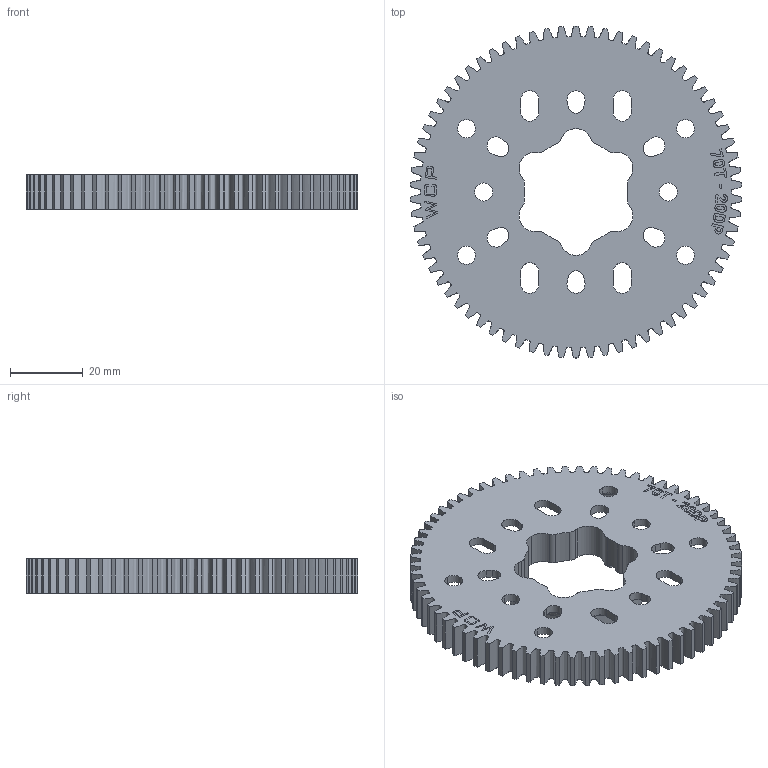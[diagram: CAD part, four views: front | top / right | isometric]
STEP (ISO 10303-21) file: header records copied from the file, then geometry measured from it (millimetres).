
FILE_DESCRIPTION (( 'STEP AP214' ), '1' );
FILE_NAME ('WCP-1100 Rev1.step', '2024-01-18T01:27:42', ( '' ), ( '' ), 'SwSTEP 2.0', 'SolidWorks 2022', '' );
FILE_SCHEMA (( 'AUTOMOTIVE_DESIGN' ));
Length unit declared in the file: inch
Products named in the file (1): WCP-1100 Rev1
Bounding box: 91.39 x 91.44 x 9.53 mm (x, y, z)
Volume: 23374.6 mm3; surface area: 19353 mm2
Topology: 1 solids, 1 shells, 387 faces, 1118 edges, 744 vertices
Faces by surface type: cylinder 149, plane 127, bspline 107, torus 4
Entity records: 36548 total; most frequent: CARTESIAN_POINT 26692, ORIENTED_EDGE 2236, DIRECTION 1780, EDGE_CURVE 1118, VERTEX_POINT 744, AXIS2_PLACEMENT_3D 602, LINE 576, VECTOR 576
